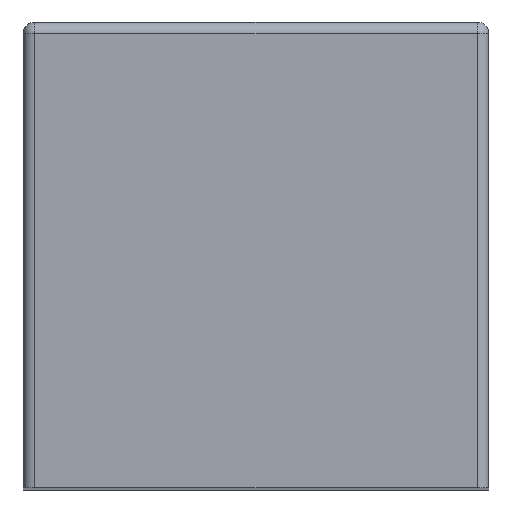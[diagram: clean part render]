
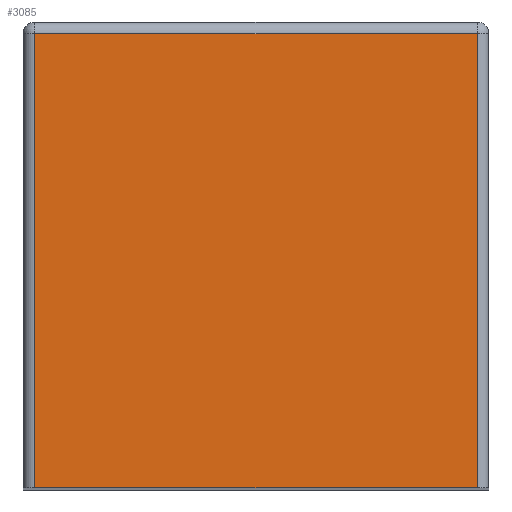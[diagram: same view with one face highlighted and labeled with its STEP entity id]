
A CAD part, top view. The second image highlights one B-rep face of the part: STEP entity #3085.
In plain terms, the highlighted planar face has unit normal (0, 0, 1).
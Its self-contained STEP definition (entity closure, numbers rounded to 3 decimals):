
#809=DIRECTION('',(0.,1.,0.));
#810=VECTOR('',#809,39.);
#811=CARTESIAN_POINT('',(19.,0.,40.5));
#812=LINE('',#811,#810);
#817=DIRECTION('',(-1.,0.,0.));
#818=VECTOR('',#817,38.);
#819=CARTESIAN_POINT('',(19.,0.,40.5));
#820=LINE('',#819,#818);
#825=DIRECTION('',(0.,-1.,0.));
#826=VECTOR('',#825,39.);
#827=CARTESIAN_POINT('',(-19.,39.,40.5));
#828=LINE('',#827,#826);
#933=DIRECTION('',(-1.,0.,0.));
#934=VECTOR('',#933,38.);
#935=CARTESIAN_POINT('',(19.,39.,40.5));
#936=LINE('',#935,#934);
#1404=CARTESIAN_POINT('',(19.,0.,40.5));
#1406=VERTEX_POINT('',#1404);
#1410=CARTESIAN_POINT('',(-19.,0.,40.5));
#1411=VERTEX_POINT('',#1410);
#1432=CARTESIAN_POINT('',(19.,39.,40.5));
#1433=VERTEX_POINT('',#1432);
#1436=CARTESIAN_POINT('',(-19.,39.,40.5));
#1437=VERTEX_POINT('',#1436);
#3072=CARTESIAN_POINT('',(0.,0.,40.5));
#3073=DIRECTION('',(0.,0.,1.));
#3074=DIRECTION('',(0.,1.,0.));
#3075=AXIS2_PLACEMENT_3D('',#3072,#3073,#3074);
#3076=PLANE('',#3075);
#3077=ORIENTED_EDGE('',*,*,#3056,.F.);
#3078=ORIENTED_EDGE('',*,*,#3007,.T.);
#3080=ORIENTED_EDGE('',*,*,#3079,.F.);
#3082=ORIENTED_EDGE('',*,*,#3081,.F.);
#3083=EDGE_LOOP('',(#3077,#3078,#3080,#3082));
#3084=FACE_OUTER_BOUND('',#3083,.F.);
#3085=ADVANCED_FACE('',(#3084),#3076,.T.);
#3007=EDGE_CURVE('',#1406,#1411,#820,.T.);
#3056=EDGE_CURVE('',#1406,#1433,#812,.T.);
#3079=EDGE_CURVE('',#1437,#1411,#828,.T.);
#3081=EDGE_CURVE('',#1433,#1437,#936,.T.);
